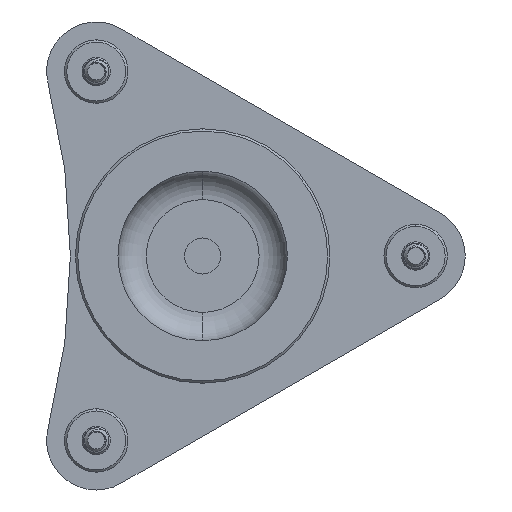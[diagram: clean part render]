
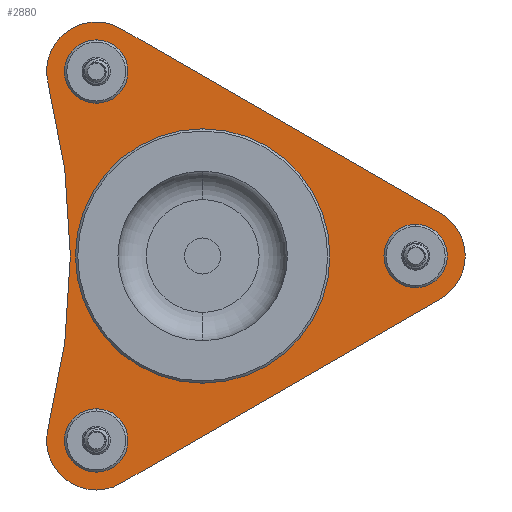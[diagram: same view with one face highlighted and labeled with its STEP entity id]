
A CAD part, front view. The second image highlights one B-rep face of the part: STEP entity #2880.
In plain terms, the highlighted planar face has unit normal (0, -1, 0).
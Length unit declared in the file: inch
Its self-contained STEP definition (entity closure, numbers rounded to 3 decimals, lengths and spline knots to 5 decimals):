
#33 = FACE_OUTER_BOUND ( 'NONE', #4043, .T. ) ;
#45 = VERTEX_POINT ( 'NONE', #426 ) ;
#58 = DIRECTION ( 'NONE',  ( 0., 1., 0. ) ) ;
#62 = DIRECTION ( 'NONE',  ( 0., -1., 0. ) ) ;
#64 = AXIS2_PLACEMENT_3D ( 'NONE', #4322, #1536, #5292 ) ;
#138 = EDGE_CURVE ( 'NONE', #5319, #1036, #5095, .T. ) ;
#142 = AXIS2_PLACEMENT_3D ( 'NONE', #3321, #62, #4821 ) ;
#157 = EDGE_CURVE ( 'NONE', #1036, #5319, #5409, .T. ) ;
#212 = CARTESIAN_POINT ( 'NONE',  ( 0.94, 0., -0.14 ) ) ;
#284 = VERTEX_POINT ( 'NONE', #4719 ) ;
#293 = EDGE_CURVE ( 'NONE', #843, #2316, #2533, .T. ) ;
#342 = EDGE_LOOP ( 'NONE', ( #3621, #2859 ) ) ;
#363 = CARTESIAN_POINT ( 'NONE',  ( 0.34438, 0., -0.59647 ) ) ;
#374 = ORIENTED_EDGE ( 'NONE', *, *, #5014, .F. ) ;
#379 = DIRECTION ( 'NONE',  ( 0., 0., 1. ) ) ;
#426 = CARTESIAN_POINT ( 'NONE',  ( -0.36062, 0., -1.00351 ) ) ;
#466 = AXIS2_PLACEMENT_3D ( 'NONE', #2854, #58, #3845 ) ;
#474 = AXIS2_PLACEMENT_3D ( 'NONE', #3345, #5705, #4273 ) ;
#488 = DIRECTION ( 'NONE',  ( 0., 0., 1. ) ) ;
#496 = CARTESIAN_POINT ( 'NONE',  ( 0.94, 0., 0. ) ) ;
#638 = ORIENTED_EDGE ( 'NONE', *, *, #1055, .F. ) ;
#695 = EDGE_CURVE ( 'NONE', #45, #1650, #4677, .T. ) ;
#716 = EDGE_CURVE ( 'NONE', #3864, #284, #5508, .T. ) ;
#743 = VECTOR ( 'NONE', #4744, 39.37008 ) ;
#793 = ORIENTED_EDGE ( 'NONE', *, *, #4384, .F. ) ;
#843 = VERTEX_POINT ( 'NONE', #3346 ) ;
#844 = CIRCLE ( 'NONE', #3812, 0.14 ) ;
#873 = EDGE_LOOP ( 'NONE', ( #4660, #638 ) ) ;
#896 = CARTESIAN_POINT ( 'NONE',  ( 0.94, 0., 0. ) ) ;
#904 = PLANE ( 'NONE',  #5721 ) ;
#909 = DIRECTION ( 'NONE',  ( -0.866, 0., 0.5 ) ) ;
#978 = ORIENTED_EDGE ( 'NONE', *, *, #716, .T. ) ;
#996 = CARTESIAN_POINT ( 'NONE',  ( -0.47, 0., 0.81406 ) ) ;
#1004 = DIRECTION ( 'NONE',  ( 0., 1., 0. ) ) ;
#1036 = VERTEX_POINT ( 'NONE', #1767 ) ;
#1055 = EDGE_CURVE ( 'NONE', #3637, #4897, #844, .T. ) ;
#1063 = EDGE_CURVE ( 'NONE', #4460, #1865, #1881, .T. ) ;
#1438 = VERTEX_POINT ( 'NONE', #2152 ) ;
#1477 = AXIS2_PLACEMENT_3D ( 'NONE', #996, #6125, #3261 ) ;
#1536 = DIRECTION ( 'NONE',  ( 0., -1., 0. ) ) ;
#1563 = CARTESIAN_POINT ( 'NONE',  ( -0.47, 0., -0.95406 ) ) ;
#1584 = CIRCLE ( 'NONE', #1477, 0.14 ) ;
#1645 = AXIS2_PLACEMENT_3D ( 'NONE', #496, #2361, #4251 ) ;
#1650 = VERTEX_POINT ( 'NONE', #5182 ) ;
#1767 = CARTESIAN_POINT ( 'NONE',  ( -0.47, 0., -0.67406 ) ) ;
#1865 = VERTEX_POINT ( 'NONE', #2116 ) ;
#1881 = LINE ( 'NONE', #4141, #4006 ) ;
#1928 = EDGE_LOOP ( 'NONE', ( #3834, #793 ) ) ;
#2089 = DIRECTION ( 'NONE',  ( 0., 1., 0. ) ) ;
#2113 = DIRECTION ( 'NONE',  ( 0., 0., 1. ) ) ;
#2116 = CARTESIAN_POINT ( 'NONE',  ( -0.36062, 0., 1.00351 ) ) ;
#2152 = CARTESIAN_POINT ( 'NONE',  ( 0., 0., 0.5615 ) ) ;
#2197 = DIRECTION ( 'NONE',  ( 0., -1., 0. ) ) ;
#2260 = CARTESIAN_POINT ( 'NONE',  ( 0.94, 0., 0. ) ) ;
#2262 = CIRCLE ( 'NONE', #466, 0.21875 ) ;
#2316 = VERTEX_POINT ( 'NONE', #212 ) ;
#2361 = DIRECTION ( 'NONE',  ( 0., -1., 0. ) ) ;
#2371 = FACE_BOUND ( 'NONE', #4465, .T. ) ;
#2464 = AXIS2_PLACEMENT_3D ( 'NONE', #896, #4685, #2113 ) ;
#2471 = CIRCLE ( 'NONE', #5241, 0.5615 ) ;
#2482 = CARTESIAN_POINT ( 'NONE',  ( 0., 0., -0.5615 ) ) ;
#2494 = CARTESIAN_POINT ( 'NONE',  ( -0.47, 0., -0.81406 ) ) ;
#2528 = AXIS2_PLACEMENT_3D ( 'NONE', #2494, #3783, #5685 ) ;
#2533 = CIRCLE ( 'NONE', #1645, 0.14 ) ;
#2641 = CARTESIAN_POINT ( 'NONE',  ( -0.47, 0., -1.03281 ) ) ;
#2738 = CIRCLE ( 'NONE', #64, 0.5615 ) ;
#2813 = AXIS2_PLACEMENT_3D ( 'NONE', #5110, #6148, #488 ) ;
#2854 = CARTESIAN_POINT ( 'NONE',  ( -0.47, 0., 0.81406 ) ) ;
#2859 = ORIENTED_EDGE ( 'NONE', *, *, #138, .F. ) ;
#2880 = ADVANCED_FACE ( 'NONE', ( #5659, #33, #2371, #5161, #5226 ), #904, .F. ) ;
#2986 = VERTEX_POINT ( 'NONE', #2641 ) ;
#2987 = EDGE_CURVE ( 'NONE', #5001, #1438, #2738, .T. ) ;
#3163 = AXIS2_PLACEMENT_3D ( 'NONE', #3388, #2089, #4348 ) ;
#3239 = DIRECTION ( 'NONE',  ( 0., 0., 1. ) ) ;
#3261 = DIRECTION ( 'NONE',  ( 0., 0., 1. ) ) ;
#3266 = EDGE_CURVE ( 'NONE', #4460, #1650, #4837, .T. ) ;
#3321 = CARTESIAN_POINT ( 'NONE',  ( -0.47, 0., -0.81406 ) ) ;
#3345 = CARTESIAN_POINT ( 'NONE',  ( -0.47, 0., -0.81406 ) ) ;
#3346 = CARTESIAN_POINT ( 'NONE',  ( 0.94, 0., 0.14 ) ) ;
#3388 = CARTESIAN_POINT ( 'NONE',  ( -0.47, 0., -0.81406 ) ) ;
#3490 = ORIENTED_EDGE ( 'NONE', *, *, #3266, .F. ) ;
#3561 = CARTESIAN_POINT ( 'NONE',  ( 0., 0., 0. ) ) ;
#3621 = ORIENTED_EDGE ( 'NONE', *, *, #157, .F. ) ;
#3637 = VERTEX_POINT ( 'NONE', #3920 ) ;
#3726 = AXIS2_PLACEMENT_3D ( 'NONE', #2260, #5528, #4055 ) ;
#3783 = DIRECTION ( 'NONE',  ( 0., -1., 0. ) ) ;
#3812 = AXIS2_PLACEMENT_3D ( 'NONE', #6139, #4669, #3239 ) ;
#3834 = ORIENTED_EDGE ( 'NONE', *, *, #293, .F. ) ;
#3845 = DIRECTION ( 'NONE',  ( 0., 0., 1. ) ) ;
#3864 = VERTEX_POINT ( 'NONE', #4824 ) ;
#3920 = CARTESIAN_POINT ( 'NONE',  ( -0.47, 0., 0.67406 ) ) ;
#3964 = CARTESIAN_POINT ( 'NONE',  ( 1.04938, 0., 0.18944 ) ) ;
#4006 = VECTOR ( 'NONE', #909, 39.37008 ) ;
#4043 = EDGE_LOOP ( 'NONE', ( #6133, #978, #4372, #5758, #4533, #3490, #5331 ) ) ;
#4055 = DIRECTION ( 'NONE',  ( 0., 0., 1. ) ) ;
#4141 = CARTESIAN_POINT ( 'NONE',  ( 0.34438, 0., 0.59647 ) ) ;
#4251 = DIRECTION ( 'NONE',  ( 0., 0., 1. ) ) ;
#4273 = DIRECTION ( 'NONE',  ( 0., 0., 1. ) ) ;
#4322 = CARTESIAN_POINT ( 'NONE',  ( 0., 0., 0. ) ) ;
#4348 = DIRECTION ( 'NONE',  ( 0., 0., 1. ) ) ;
#4359 = EDGE_CURVE ( 'NONE', #3864, #1865, #2262, .T. ) ;
#4372 = ORIENTED_EDGE ( 'NONE', *, *, #4822, .F. ) ;
#4384 = EDGE_CURVE ( 'NONE', #2316, #843, #5735, .T. ) ;
#4460 = VERTEX_POINT ( 'NONE', #3964 ) ;
#4465 = EDGE_LOOP ( 'NONE', ( #374, #6012 ) ) ;
#4533 = ORIENTED_EDGE ( 'NONE', *, *, #695, .T. ) ;
#4550 = CIRCLE ( 'NONE', #3163, 0.21875 ) ;
#4579 = DIRECTION ( 'NONE',  ( 0., 0., 1. ) ) ;
#4660 = ORIENTED_EDGE ( 'NONE', *, *, #5282, .F. ) ;
#4669 = DIRECTION ( 'NONE',  ( 0., -1., 0. ) ) ;
#4677 = LINE ( 'NONE', #363, #743 ) ;
#4685 = DIRECTION ( 'NONE',  ( 0., -1., 0. ) ) ;
#4719 = CARTESIAN_POINT ( 'NONE',  ( -0.68164, 0., -0.75874 ) ) ;
#4744 = DIRECTION ( 'NONE',  ( 0.866, 0., 0.5 ) ) ;
#4821 = DIRECTION ( 'NONE',  ( 0., 0., 1. ) ) ;
#4822 = EDGE_CURVE ( 'NONE', #2986, #284, #5944, .T. ) ;
#4824 = CARTESIAN_POINT ( 'NONE',  ( -0.68164, 0., 0.75874 ) ) ;
#4837 = CIRCLE ( 'NONE', #3726, 0.21875 ) ;
#4897 = VERTEX_POINT ( 'NONE', #5807 ) ;
#5001 = VERTEX_POINT ( 'NONE', #2482 ) ;
#5014 = EDGE_CURVE ( 'NONE', #1438, #5001, #2471, .T. ) ;
#5095 = CIRCLE ( 'NONE', #142, 0.14 ) ;
#5110 = CARTESIAN_POINT ( 'NONE',  ( -3.58411, 0., 0. ) ) ;
#5161 = FACE_BOUND ( 'NONE', #1928, .T. ) ;
#5182 = CARTESIAN_POINT ( 'NONE',  ( 1.04938, 0., -0.18944 ) ) ;
#5226 = FACE_BOUND ( 'NONE', #342, .T. ) ;
#5241 = AXIS2_PLACEMENT_3D ( 'NONE', #3561, #2197, #4579 ) ;
#5260 = CARTESIAN_POINT ( 'NONE',  ( 0., 0., 0. ) ) ;
#5282 = EDGE_CURVE ( 'NONE', #4897, #3637, #1584, .T. ) ;
#5292 = DIRECTION ( 'NONE',  ( 0., 0., 1. ) ) ;
#5301 = EDGE_CURVE ( 'NONE', #45, #2986, #4550, .T. ) ;
#5319 = VERTEX_POINT ( 'NONE', #1563 ) ;
#5331 = ORIENTED_EDGE ( 'NONE', *, *, #1063, .T. ) ;
#5409 = CIRCLE ( 'NONE', #2528, 0.14 ) ;
#5508 = CIRCLE ( 'NONE', #2813, 3. ) ;
#5528 = DIRECTION ( 'NONE',  ( 0., 1., 0. ) ) ;
#5659 = FACE_BOUND ( 'NONE', #873, .T. ) ;
#5685 = DIRECTION ( 'NONE',  ( 0., 0., 1. ) ) ;
#5705 = DIRECTION ( 'NONE',  ( 0., 1., 0. ) ) ;
#5721 = AXIS2_PLACEMENT_3D ( 'NONE', #5260, #1004, #379 ) ;
#5735 = CIRCLE ( 'NONE', #2464, 0.14 ) ;
#5758 = ORIENTED_EDGE ( 'NONE', *, *, #5301, .F. ) ;
#5807 = CARTESIAN_POINT ( 'NONE',  ( -0.47, 0., 0.95406 ) ) ;
#5944 = CIRCLE ( 'NONE', #474, 0.21875 ) ;
#6012 = ORIENTED_EDGE ( 'NONE', *, *, #2987, .F. ) ;
#6125 = DIRECTION ( 'NONE',  ( 0., -1., 0. ) ) ;
#6133 = ORIENTED_EDGE ( 'NONE', *, *, #4359, .F. ) ;
#6139 = CARTESIAN_POINT ( 'NONE',  ( -0.47, 0., 0.81406 ) ) ;
#6148 = DIRECTION ( 'NONE',  ( 0., 1., 0. ) ) ;
